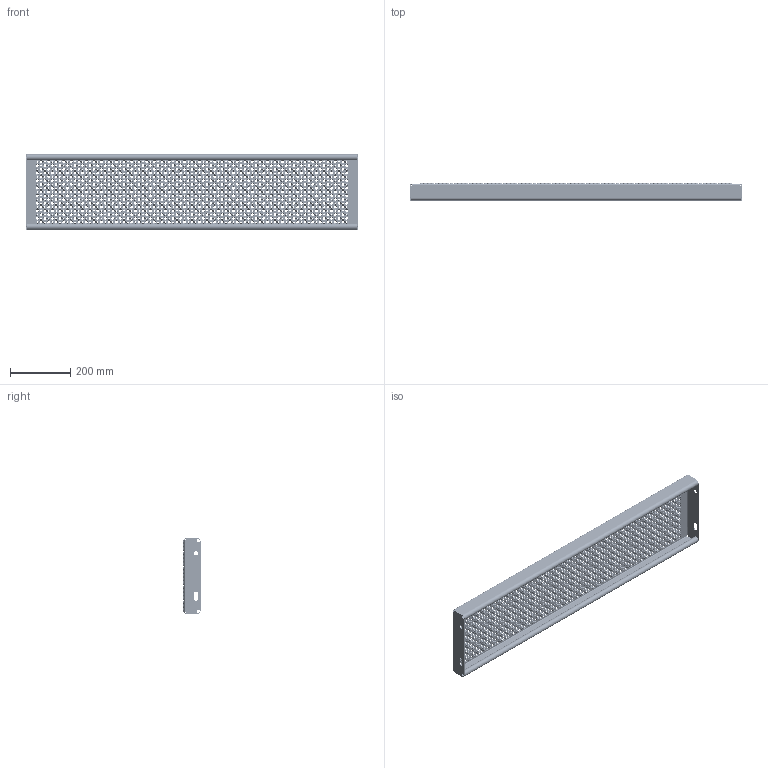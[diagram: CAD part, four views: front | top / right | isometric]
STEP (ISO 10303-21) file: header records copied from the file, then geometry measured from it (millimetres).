
FILE_DESCRIPTION (( 'STEP AP203' ), '1' );
FILE_NAME ('00000_ACHILTRIN_250x1100x57_M_OPTRÆK.STEP', '2011-08-09T12:02:56', ( 'JKJ' ), ( '' ), 'SwSTEP 2.0', 'SolidWorks 2011', '' );
FILE_SCHEMA (( 'CONFIG_CONTROL_DESIGN' ));
Products named in the file (1): 00000_ACHILTRIN_250x1100x57_M_OPTRÆK
Bounding box: 1100 x 57 x 250 mm (x, y, z)
Volume: 994243.1 mm3; surface area: 1047697.8 mm2
Topology: 1 solids, 1 shells, 11121 faces, 25432 edges, 15890 vertices
Faces by surface type: cone 6308, cylinder 3190, plane 1615, bspline 8
Entity records: 324665 total; most frequent: DIRECTION 63454, CARTESIAN_POINT 53036, ORIENTED_EDGE 50864, AXIS2_PLACEMENT_3D 26940, EDGE_CURVE 25432, VERTEX_POINT 15890, EDGE_LOOP 15860, CIRCLE 15826
